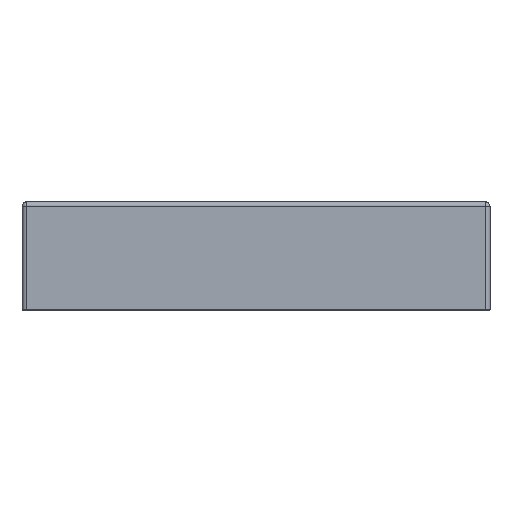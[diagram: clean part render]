
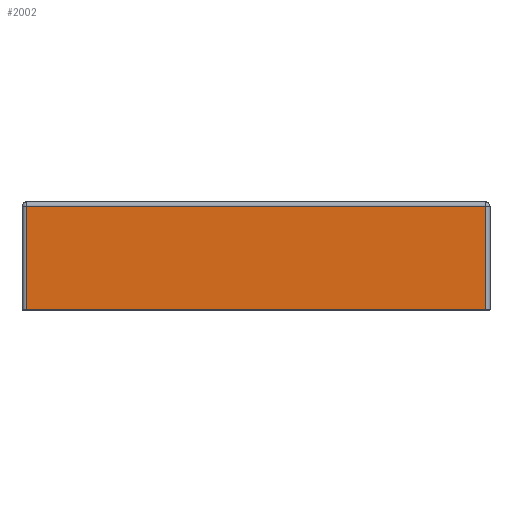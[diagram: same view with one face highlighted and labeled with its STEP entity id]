
A CAD part, top view. The second image highlights one B-rep face of the part: STEP entity #2002.
In plain terms, the highlighted planar face has unit normal (0, 0, 1).
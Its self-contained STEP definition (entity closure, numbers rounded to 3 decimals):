
#388 = DIRECTION ( 'NONE',  ( 1., 0., 0. ) ) ;
#865 = EDGE_CURVE ( 'NONE', #3134, #6511, #16378, .T. ) ;
#1330 = CARTESIAN_POINT ( 'NONE',  ( -54.5, 25., 54.5 ) ) ;
#2002 = ADVANCED_FACE ( 'NONE', ( #6372 ), #5582, .F. ) ;
#3134 = VERTEX_POINT ( 'NONE', #3305 ) ;
#3265 = CARTESIAN_POINT ( 'NONE',  ( 53.5, 25., 54.5 ) ) ;
#3305 = CARTESIAN_POINT ( 'NONE',  ( 53.5, 24., 54.5 ) ) ;
#4128 = EDGE_LOOP ( 'NONE', ( #11849, #8809, #13490, #9545 ) ) ;
#4500 = CARTESIAN_POINT ( 'NONE',  ( -53.5, 0., 54.5 ) ) ;
#5582 = PLANE ( 'NONE',  #8404 ) ;
#6372 = FACE_OUTER_BOUND ( 'NONE', #4128, .T. ) ;
#6511 = VERTEX_POINT ( 'NONE', #17321 ) ;
#7027 = DIRECTION ( 'NONE',  ( -1., 0., 0. ) ) ;
#7041 = EDGE_CURVE ( 'NONE', #6511, #10323, #9502, .T. ) ;
#7075 = CARTESIAN_POINT ( 'NONE',  ( -54.5, 24., 54.5 ) ) ;
#7101 = DIRECTION ( 'NONE',  ( 0., 1., 0. ) ) ;
#7680 = EDGE_CURVE ( 'NONE', #13442, #3134, #11620, .T. ) ;
#8116 = VECTOR ( 'NONE', #388, 1000. ) ;
#8255 = CARTESIAN_POINT ( 'NONE',  ( 53.5, 0., 54.5 ) ) ;
#8404 = AXIS2_PLACEMENT_3D ( 'NONE', #1330, #12265, #15056 ) ;
#8809 = ORIENTED_EDGE ( 'NONE', *, *, #7041, .T. ) ;
#9502 = LINE ( 'NONE', #17016, #11206 ) ;
#9545 = ORIENTED_EDGE ( 'NONE', *, *, #7680, .T. ) ;
#10323 = VERTEX_POINT ( 'NONE', #4500 ) ;
#11206 = VECTOR ( 'NONE', #15484, 1000. ) ;
#11620 = LINE ( 'NONE', #3265, #17131 ) ;
#11849 = ORIENTED_EDGE ( 'NONE', *, *, #865, .T. ) ;
#12265 = DIRECTION ( 'NONE',  ( 0., 0., -1. ) ) ;
#12980 = LINE ( 'NONE', #16804, #8116 ) ;
#13442 = VERTEX_POINT ( 'NONE', #8255 ) ;
#13490 = ORIENTED_EDGE ( 'NONE', *, *, #13514, .T. ) ;
#13514 = EDGE_CURVE ( 'NONE', #10323, #13442, #12980, .T. ) ;
#15056 = DIRECTION ( 'NONE',  ( -1., 0., 0. ) ) ;
#15106 = VECTOR ( 'NONE', #7027, 1000. ) ;
#15484 = DIRECTION ( 'NONE',  ( 0., -1., 0. ) ) ;
#16378 = LINE ( 'NONE', #7075, #15106 ) ;
#16804 = CARTESIAN_POINT ( 'NONE',  ( -54.5, 0., 54.5 ) ) ;
#17016 = CARTESIAN_POINT ( 'NONE',  ( -53.5, 25., 54.5 ) ) ;
#17131 = VECTOR ( 'NONE', #7101, 1000. ) ;
#17321 = CARTESIAN_POINT ( 'NONE',  ( -53.5, 24., 54.5 ) ) ;
